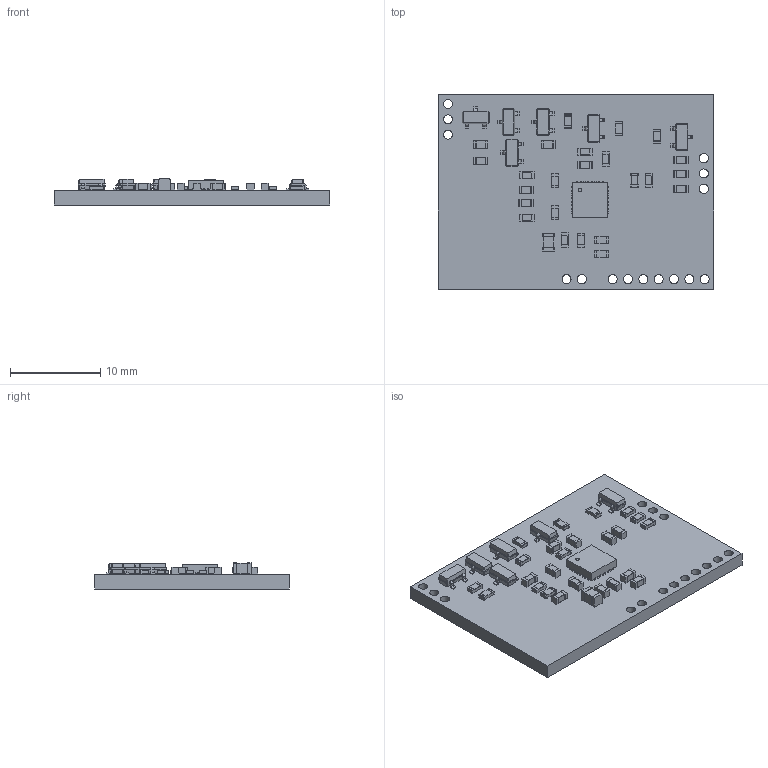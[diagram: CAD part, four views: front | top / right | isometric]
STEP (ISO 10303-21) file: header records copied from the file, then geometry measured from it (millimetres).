
FILE_DESCRIPTION(('KiCad electronic assembly'),'2;1');
FILE_NAME('frontend.step','2023-09-18T20:24:42',('Pcbnew'),('Kicad'), 'Open CASCADE STEP processor 7.6','KiCad to STEP converter','Unknown' );
FILE_SCHEMA(('AUTOMOTIVE_DESIGN { 1 0 10303 214 1 1 1 1 }'));
Length unit declared in the file: millimetre
Products named in the file (12): frontend 1; R_0603_1608Metric; SOLID; C_0603_1608Metric; QFN-32-1EP_4x4mm_P0.4mm_EP2.9x2.9mm; SOT-23; C_0805_2012Metric; frontend PCB
Assembly tree (38 placements, depth 3):
  frontend 1
    R_0603_1608Metric  x12
      SOLID
    C_0603_1608Metric  x12
      SOLID
    QFN-32-1EP_4x4mm_P0.4mm_EP2.9x2.9mm
      SOLID
    SOT-23  x6
      SOLID
    C_0805_2012Metric
      SOLID
    frontend PCB
Bounding box: 30.5 x 21.5 x 2.88 mm (x, y, z)
Volume: 1080.6 mm3; surface area: 1840.1 mm2
Topology: 33 solids, 33 shells, 1359 faces, 3495 edges, 2230 vertices
Faces by surface type: plane 857, cylinder 340, bspline 162
Full cylindrical faces by diameter (mm): 0.4 x1, 1 x15
Entity records: 28980 total; most frequent: CARTESIAN_POINT 4961, DIRECTION 3920, LINE 2841, VECTOR 2841, ORIENTED_EDGE 2110, PCURVE 2110, DEFINITIONAL_REPRESENTATION 2110, EDGE_CURVE 1055
